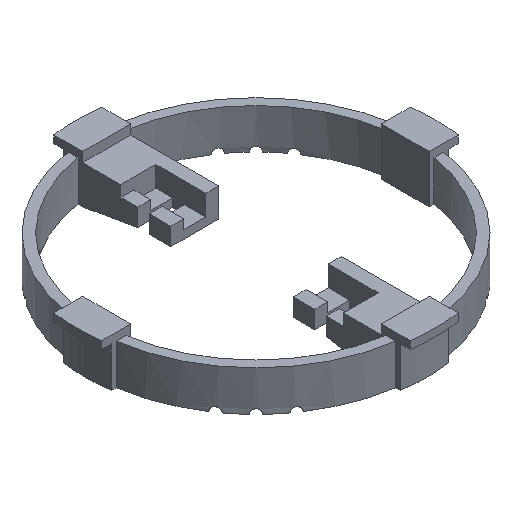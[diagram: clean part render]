
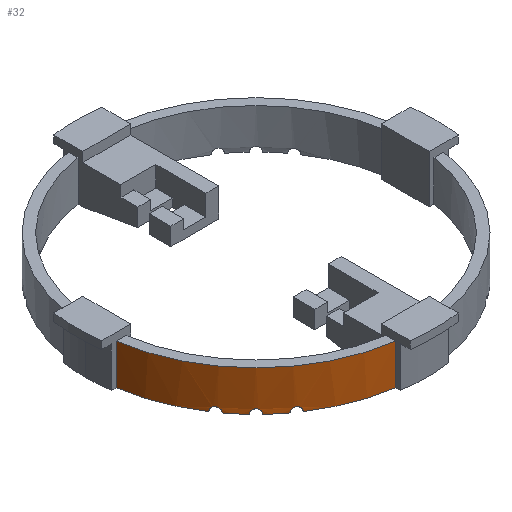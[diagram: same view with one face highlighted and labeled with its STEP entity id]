
A CAD part, isometric view. The second image highlights one B-rep face of the part: STEP entity #32.
In plain terms, the highlighted cylindrical face has radius 17.25 mm (diameter 34.5 mm), a partial arc.
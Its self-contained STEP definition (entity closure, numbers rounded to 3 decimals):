
#32=ADVANCED_FACE('',(#128),#1699,.T.);
#128=FACE_OUTER_BOUND('',#224,.T.);
#224=EDGE_LOOP('',(#378,#379,#380,#381,#382,#383,#384,#385,#386,#387));
#378=ORIENTED_EDGE('',*,*,#931,.T.);
#379=ORIENTED_EDGE('',*,*,#932,.T.);
#380=ORIENTED_EDGE('',*,*,#933,.T.);
#381=ORIENTED_EDGE('',*,*,#934,.T.);
#382=ORIENTED_EDGE('',*,*,#935,.T.);
#383=ORIENTED_EDGE('',*,*,#1063,.T.);
#384=ORIENTED_EDGE('',*,*,#936,.T.);
#385=ORIENTED_EDGE('',*,*,#1067,.T.);
#386=ORIENTED_EDGE('',*,*,#937,.T.);
#387=ORIENTED_EDGE('',*,*,#1075,.T.);
#931=EDGE_CURVE('',#1560,#1561,#1197,.T.);
#932=EDGE_CURVE('',#1561,#1562,#1348,.T.);
#933=EDGE_CURVE('',#1562,#1563,#1198,.T.);
#934=EDGE_CURVE('',#1563,#1564,#1349,.T.);
#935=EDGE_CURVE('',#1564,#1565,#1199,.T.);
#936=EDGE_CURVE('',#1566,#1567,#1200,.T.);
#937=EDGE_CURVE('',#1568,#1569,#1201,.T.);
#1063=EDGE_CURVE('',#1565,#1566,#1415,.T.);
#1067=EDGE_CURVE('',#1567,#1568,#1417,.T.);
#1075=EDGE_CURVE('',#1569,#1560,#1423,.T.);
#1197=TRIMMED_CURVE($,#1257,(#2713),(#2714),.T.,.CARTESIAN.);
#1198=TRIMMED_CURVE($,#1258,(#2718),(#2719),.T.,.CARTESIAN.);
#1199=TRIMMED_CURVE($,#1259,(#2723),(#2724),.T.,.CARTESIAN.);
#1200=TRIMMED_CURVE($,#1260,(#2726),(#2727),.T.,.CARTESIAN.);
#1201=TRIMMED_CURVE($,#1261,(#2729),(#2730),.T.,.CARTESIAN.);
#1257=CIRCLE('',#1982,17.25);
#1258=CIRCLE('',#1983,17.25);
#1259=CIRCLE('',#1984,17.25);
#1260=CIRCLE('',#1985,17.25);
#1261=CIRCLE('',#1986,17.25);
#1348=B_SPLINE_CURVE_WITH_KNOTS('',1,(#2715,#2716),.UNSPECIFIED.,.F.,.F.,
(2,2),(0.,4.2),.UNSPECIFIED.);
#1349=B_SPLINE_CURVE_WITH_KNOTS('',1,(#2720,#2721),.UNSPECIFIED.,.F.,.F.,
(2,2),(0.,4.2),.UNSPECIFIED.);
#1415=B_SPLINE_CURVE_WITH_KNOTS('',3,(#3221,#3222,#3223,#3224,#3225,#3226,
#3227,#3228,#3229,#3230,#3231,#3232,#3233,#3234,#3235),.UNSPECIFIED.,.F.,
 .F.,(4,2,2,3,2,2,4),(-1.596,-1.195,-0.997,
-0.798,-0.6,-0.401,0.),
 .UNSPECIFIED.);
#1417=B_SPLINE_CURVE_WITH_KNOTS('',3,(#3251,#3252,#3253,#3254,#3255,#3256,
#3257,#3258,#3259,#3260,#3261,#3262,#3263,#3264,#3265),.UNSPECIFIED.,.F.,
 .F.,(4,2,2,3,2,2,4),(-1.596,-1.195,-0.997,
-0.798,-0.6,-0.401,0.),
 .UNSPECIFIED.);
#1423=B_SPLINE_CURVE_WITH_KNOTS('',3,(#3289,#3290,#3291,#3292,#3293,#3294,
#3295,#3296,#3297,#3298,#3299,#3300,#3301,#3302,#3303),.UNSPECIFIED.,.F.,
 .F.,(4,2,2,3,2,2,4),(-1.596,-1.195,-0.997,
-0.798,-0.6,-0.401,0.),
 .UNSPECIFIED.);
#1560=VERTEX_POINT('',#2449);
#1561=VERTEX_POINT('',#2450);
#1562=VERTEX_POINT('',#2451);
#1563=VERTEX_POINT('',#2452);
#1564=VERTEX_POINT('',#2453);
#1565=VERTEX_POINT('',#2454);
#1566=VERTEX_POINT('',#2455);
#1567=VERTEX_POINT('',#2456);
#1568=VERTEX_POINT('',#2457);
#1569=VERTEX_POINT('',#2458);
#1699=CYLINDRICAL_SURFACE('',#1891,17.25);
#1891=AXIS2_PLACEMENT_3D('',#2317,#2043,$);
#1982=AXIS2_PLACEMENT_3D($,#2712,#2147,#2148);
#1983=AXIS2_PLACEMENT_3D($,#2717,#2149,#2150);
#1984=AXIS2_PLACEMENT_3D($,#2722,#2151,#2152);
#1985=AXIS2_PLACEMENT_3D($,#2725,#2153,#2154);
#1986=AXIS2_PLACEMENT_3D($,#2728,#2155,#2156);
#2043=DIRECTION('',(0.,0.,-1.));
#2147=DIRECTION('',(0.,0.,1.));
#2148=DIRECTION('',(-0.55,-0.835,0.));
#2149=DIRECTION('',(0.,0.,-1.));
#2150=DIRECTION('',(-0.145,-0.989,0.));
#2151=DIRECTION('',(0.,0.,1.));
#2152=DIRECTION('',(-0.989,-0.145,0.));
#2153=DIRECTION('',(0.,0.,1.));
#2154=DIRECTION('',(-0.802,-0.597,0.));
#2155=DIRECTION('',(0.,0.,1.));
#2156=DIRECTION('',(-0.686,-0.727,0.));
#2317=CARTESIAN_POINT('',(0.,0.,2.1));
#2449=CARTESIAN_POINT('',(-9.48,-14.411,0.));
#2450=CARTESIAN_POINT('',(-2.5,-17.068,0.));
#2451=CARTESIAN_POINT('',(-2.5,-17.068,4.2));
#2452=CARTESIAN_POINT('',(-17.068,-2.5,4.2));
#2453=CARTESIAN_POINT('',(-17.068,-2.5,0.));
#2454=CARTESIAN_POINT('',(-14.411,-9.48,0.));
#2455=CARTESIAN_POINT('',(-13.838,-10.3,0.));
#2456=CARTESIAN_POINT('',(-12.546,-11.839,0.));
#2457=CARTESIAN_POINT('',(-11.839,-12.546,0.));
#2458=CARTESIAN_POINT('',(-10.3,-13.838,0.));
#2712=CARTESIAN_POINT('',(0.,0.,0.));
#2713=CARTESIAN_POINT('',(-9.48,-14.411,0.));
#2714=CARTESIAN_POINT('',(-2.5,-17.068,0.));
#2715=CARTESIAN_POINT('',(-2.5,-17.068,0.));
#2716=CARTESIAN_POINT('',(-2.5,-17.068,4.2));
#2717=CARTESIAN_POINT('',(0.,0.,4.2));
#2718=CARTESIAN_POINT('',(-2.5,-17.068,4.2));
#2719=CARTESIAN_POINT('',(-17.068,-2.5,4.2));
#2720=CARTESIAN_POINT('',(-17.068,-2.5,4.2));
#2721=CARTESIAN_POINT('',(-17.068,-2.5,0.));
#2722=CARTESIAN_POINT('',(0.,0.,0.));
#2723=CARTESIAN_POINT('',(-17.068,-2.5,0.));
#2724=CARTESIAN_POINT('',(-14.411,-9.48,0.));
#2725=CARTESIAN_POINT('',(0.,0.,0.));
#2726=CARTESIAN_POINT('',(-13.838,-10.3,0.));
#2727=CARTESIAN_POINT('',(-12.546,-11.839,0.));
#2728=CARTESIAN_POINT('',(0.,0.,0.));
#2729=CARTESIAN_POINT('',(-11.839,-12.546,0.));
#2730=CARTESIAN_POINT('',(-10.3,-13.838,0.));
#3221=CARTESIAN_POINT('',(-14.411,-9.48,0.));
#3222=CARTESIAN_POINT('',(-14.411,-9.48,0.133));
#3223=CARTESIAN_POINT('',(-14.382,-9.525,0.26));
#3224=CARTESIAN_POINT('',(-14.304,-9.641,0.4));
#3225=CARTESIAN_POINT('',(-14.273,-9.687,0.437));
#3226=CARTESIAN_POINT('',(-14.205,-9.787,0.487));
#3227=CARTESIAN_POINT('',(-14.168,-9.84,0.5));
#3228=CARTESIAN_POINT('',(-14.13,-9.894,0.5));
#3229=CARTESIAN_POINT('',(-14.093,-9.948,0.5));
#3230=CARTESIAN_POINT('',(-14.055,-10.001,0.487));
#3231=CARTESIAN_POINT('',(-13.984,-10.1,0.437));
#3232=CARTESIAN_POINT('',(-13.952,-10.144,0.4));
#3233=CARTESIAN_POINT('',(-13.869,-10.257,0.26));
#3234=CARTESIAN_POINT('',(-13.838,-10.3,0.133));
#3235=CARTESIAN_POINT('',(-13.838,-10.3,0.));
#3251=CARTESIAN_POINT('',(-12.546,-11.839,0.));
#3252=CARTESIAN_POINT('',(-12.546,-11.839,0.133));
#3253=CARTESIAN_POINT('',(-12.51,-11.877,0.26));
#3254=CARTESIAN_POINT('',(-12.413,-11.979,0.4));
#3255=CARTESIAN_POINT('',(-12.375,-12.018,0.437));
#3256=CARTESIAN_POINT('',(-12.29,-12.105,0.487));
#3257=CARTESIAN_POINT('',(-12.244,-12.151,0.5));
#3258=CARTESIAN_POINT('',(-12.198,-12.198,0.5));
#3259=CARTESIAN_POINT('',(-12.151,-12.244,0.5));
#3260=CARTESIAN_POINT('',(-12.105,-12.29,0.487));
#3261=CARTESIAN_POINT('',(-12.018,-12.375,0.437));
#3262=CARTESIAN_POINT('',(-11.979,-12.413,0.4));
#3263=CARTESIAN_POINT('',(-11.877,-12.51,0.26));
#3264=CARTESIAN_POINT('',(-11.839,-12.546,0.133));
#3265=CARTESIAN_POINT('',(-11.839,-12.546,0.));
#3289=CARTESIAN_POINT('',(-10.3,-13.838,0.));
#3290=CARTESIAN_POINT('',(-10.3,-13.838,0.133));
#3291=CARTESIAN_POINT('',(-10.257,-13.869,0.26));
#3292=CARTESIAN_POINT('',(-10.144,-13.952,0.4));
#3293=CARTESIAN_POINT('',(-10.1,-13.984,0.437));
#3294=CARTESIAN_POINT('',(-10.001,-14.055,0.487));
#3295=CARTESIAN_POINT('',(-9.948,-14.093,0.5));
#3296=CARTESIAN_POINT('',(-9.894,-14.13,0.5));
#3297=CARTESIAN_POINT('',(-9.84,-14.168,0.5));
#3298=CARTESIAN_POINT('',(-9.787,-14.205,0.487));
#3299=CARTESIAN_POINT('',(-9.687,-14.273,0.437));
#3300=CARTESIAN_POINT('',(-9.641,-14.304,0.4));
#3301=CARTESIAN_POINT('',(-9.525,-14.382,0.26));
#3302=CARTESIAN_POINT('',(-9.48,-14.411,0.133));
#3303=CARTESIAN_POINT('',(-9.48,-14.411,0.));
